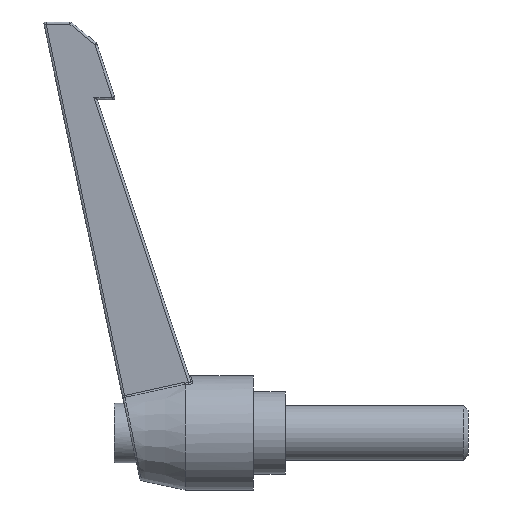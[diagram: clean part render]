
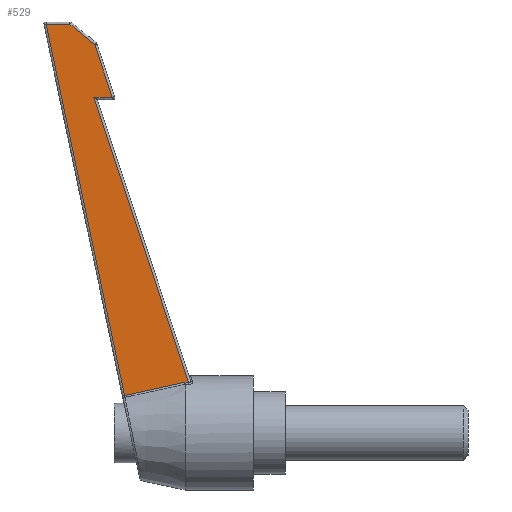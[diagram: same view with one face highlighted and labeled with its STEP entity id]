
A CAD part, left-side view. The second image highlights one B-rep face of the part: STEP entity #529.
In plain terms, the highlighted planar face has unit normal (-0.999, 0.054, -0.005).
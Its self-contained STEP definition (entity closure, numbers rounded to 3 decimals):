
#8 = ORIENTED_EDGE ( 'NONE', *, *, #962, .T. ) ;
#21 = CARTESIAN_POINT ( 'NONE',  ( -6.282, 15.026, 11.093 ) ) ;
#33 = VERTEX_POINT ( 'NONE', #2394 ) ;
#117 = CARTESIAN_POINT ( 'NONE',  ( -5.56, 28.235, 8.17 ) ) ;
#200 = VERTEX_POINT ( 'NONE', #716 ) ;
#256 = EDGE_CURVE ( 'NONE', #1319, #33, #4897, .T. ) ;
#297 = CARTESIAN_POINT ( 'NONE',  ( -5.56, 28.235, 8.17 ) ) ;
#357 = CARTESIAN_POINT ( 'NONE',  ( -5.116, 43.675, 89.513 ) ) ;
#413 = CARTESIAN_POINT ( 'NONE',  ( -5.508, 34.954, 73.513 ) ) ;
#513 = CARTESIAN_POINT ( 'NONE',  ( -5.723, 30.954, 73.513 ) ) ;
#521 = CARTESIAN_POINT ( 'NONE',  ( -5.381, 33.96, 35.284 ) ) ;
#524 = ORIENTED_EDGE ( 'NONE', *, *, #256, .T. ) ;
#529 = ADVANCED_FACE ( 'NONE', ( #1571 ), #3649, .T. ) ;
#551 = VERTEX_POINT ( 'NONE', #2806 ) ;
#638 = CARTESIAN_POINT ( 'NONE',  ( -5.571, 34.786, 85.056 ) ) ;
#716 = CARTESIAN_POINT ( 'NONE',  ( -5.022, 45.41, 89.513 ) ) ;
#765 = CARTESIAN_POINT ( 'NONE',  ( -5.723, 30.954, 73.513 ) ) ;
#815 = VERTEX_POINT ( 'NONE', #3279 ) ;
#828 = CARTESIAN_POINT ( 'NONE',  ( -6.297, 14.758, 11.085 ) ) ;
#962 = EDGE_CURVE ( 'NONE', #1996, #551, #2895, .T. ) ;
#1016 = CARTESIAN_POINT ( 'NONE',  ( -6.325, 14.223, 11.067 ) ) ;
#1177 = CARTESIAN_POINT ( 'NONE',  ( -6.311, 14.49, 11.076 ) ) ;
#1319 = VERTEX_POINT ( 'NONE', #638 ) ;
#1384 = EDGE_CURVE ( 'NONE', #2176, #1996, #2643, .T. ) ;
#1512 = EDGE_LOOP ( 'NONE', ( #1740, #8, #4929, #2431, #4632, #524, #5193, #3695 ) ) ;
#1524 = CARTESIAN_POINT ( 'NONE',  ( -5.571, 34.786, 85.056 ) ) ;
#1571 = FACE_OUTER_BOUND ( 'NONE', #1512, .T. ) ;
#1578 = CARTESIAN_POINT ( 'NONE',  ( -5.302, 40.206, 89.513 ) ) ;
#1600 = CARTESIAN_POINT ( 'NONE',  ( -5.672, 32.231, 77.361 ) ) ;
#1740 = ORIENTED_EDGE ( 'NONE', *, *, #1384, .T. ) ;
#1839 = EDGE_CURVE ( 'NONE', #5210, #1319, #2070, .T. ) ;
#1886 = B_SPLINE_CURVE_WITH_KNOTS ( 'NONE', 3,
 ( #1016, #1970, #2352, #3599 ),
 .UNSPECIFIED., .F., .F.,
 ( 4, 4 ),
 ( 0., 1. ),
 .UNSPECIFIED. ) ;
#1912 = CARTESIAN_POINT ( 'NONE',  ( -5.482, 36.593, 86.542 ) ) ;
#1970 = CARTESIAN_POINT ( 'NONE',  ( -6.053, 21.133, 31.882 ) ) ;
#1996 = VERTEX_POINT ( 'NONE', #2586 ) ;
#1998 = B_SPLINE_CURVE_WITH_KNOTS ( 'NONE', 3,
 ( #413, #3775, #2069, #513 ),
 .UNSPECIFIED., .F., .F.,
 ( 4, 4 ),
 ( 0., 1. ),
 .UNSPECIFIED. ) ;
#2026 = EDGE_CURVE ( 'NONE', #200, #2176, #2197, .T. ) ;
#2069 = CARTESIAN_POINT ( 'NONE',  ( -5.651, 32.287, 73.513 ) ) ;
#2070 = B_SPLINE_CURVE_WITH_KNOTS ( 'NONE', 3,
 ( #765, #1600, #5356, #2775 ),
 .UNSPECIFIED., .F., .F.,
 ( 4, 4 ),
 ( 0., 1. ),
 .UNSPECIFIED. ) ;
#2176 = VERTEX_POINT ( 'NONE', #3178 ) ;
#2180 = CARTESIAN_POINT ( 'NONE',  ( -5.022, 45.41, 89.513 ) ) ;
#2195 = EDGE_CURVE ( 'NONE', #33, #200, #2773, .T. ) ;
#2197 = B_SPLINE_CURVE_WITH_KNOTS ( 'NONE', 3,
 ( #2180, #5051, #521, #117 ),
 .UNSPECIFIED., .F., .F.,
 ( 4, 4 ),
 ( 0., 1. ),
 .UNSPECIFIED. ) ;
#2282 = EDGE_CURVE ( 'NONE', #815, #5210, #1998, .T. ) ;
#2352 = CARTESIAN_POINT ( 'NONE',  ( -5.78, 28.043, 52.698 ) ) ;
#2387 = CARTESIAN_POINT ( 'NONE',  ( -6.282, 15.026, 11.093 ) ) ;
#2394 = CARTESIAN_POINT ( 'NONE',  ( -5.302, 40.206, 89.513 ) ) ;
#2431 = ORIENTED_EDGE ( 'NONE', *, *, #2282, .T. ) ;
#2586 = CARTESIAN_POINT ( 'NONE',  ( -6.282, 15.026, 11.093 ) ) ;
#2643 = B_SPLINE_CURVE_WITH_KNOTS ( 'NONE', 3,
 ( #297, #3228, #3176, #2387 ),
 .UNSPECIFIED., .F., .F.,
 ( 4, 4 ),
 ( 0., 1. ),
 .UNSPECIFIED. ) ;
#2773 = B_SPLINE_CURVE_WITH_KNOTS ( 'NONE', 3,
 ( #3230, #4942, #357, #3202 ),
 .UNSPECIFIED., .F., .F.,
 ( 4, 4 ),
 ( 0., 1. ),
 .UNSPECIFIED. ) ;
#2775 = CARTESIAN_POINT ( 'NONE',  ( -5.571, 34.786, 85.056 ) ) ;
#2806 = CARTESIAN_POINT ( 'NONE',  ( -6.325, 14.223, 11.067 ) ) ;
#2895 = B_SPLINE_CURVE_WITH_KNOTS ( 'NONE', 3,
 ( #21, #828, #1177, #3218 ),
 .UNSPECIFIED., .F., .F.,
 ( 4, 4 ),
 ( 0., 1. ),
 .UNSPECIFIED. ) ;
#3176 = CARTESIAN_POINT ( 'NONE',  ( -6.004, 20.109, 9.987 ) ) ;
#3178 = CARTESIAN_POINT ( 'NONE',  ( -5.56, 28.235, 8.17 ) ) ;
#3202 = CARTESIAN_POINT ( 'NONE',  ( -5.022, 45.41, 89.513 ) ) ;
#3218 = CARTESIAN_POINT ( 'NONE',  ( -6.325, 14.223, 11.067 ) ) ;
#3228 = CARTESIAN_POINT ( 'NONE',  ( -5.764, 24.513, 9.012 ) ) ;
#3230 = CARTESIAN_POINT ( 'NONE',  ( -5.302, 40.206, 89.513 ) ) ;
#3279 = CARTESIAN_POINT ( 'NONE',  ( -5.508, 34.954, 73.513 ) ) ;
#3518 = CARTESIAN_POINT ( 'NONE',  ( -5.723, 30.954, 73.513 ) ) ;
#3599 = CARTESIAN_POINT ( 'NONE',  ( -5.508, 34.954, 73.513 ) ) ;
#3634 = AXIS2_PLACEMENT_3D ( 'NONE', #3971, #5302, #4487 ) ;
#3649 = PLANE ( 'NONE',  #3634 ) ;
#3695 = ORIENTED_EDGE ( 'NONE', *, *, #2026, .T. ) ;
#3775 = CARTESIAN_POINT ( 'NONE',  ( -5.579, 33.621, 73.513 ) ) ;
#3971 = CARTESIAN_POINT ( 'NONE',  ( -6.498, 10.045, 0.153 ) ) ;
#4005 = CARTESIAN_POINT ( 'NONE',  ( -5.392, 38.399, 88.028 ) ) ;
#4112 = EDGE_CURVE ( 'NONE', #551, #815, #1886, .T. ) ;
#4487 = DIRECTION ( 'NONE',  ( -0.054, -0.999, 0. ) ) ;
#4632 = ORIENTED_EDGE ( 'NONE', *, *, #1839, .T. ) ;
#4897 = B_SPLINE_CURVE_WITH_KNOTS ( 'NONE', 3,
 ( #1524, #1912, #4005, #1578 ),
 .UNSPECIFIED., .F., .F.,
 ( 4, 4 ),
 ( 0., 1. ),
 .UNSPECIFIED. ) ;
#4929 = ORIENTED_EDGE ( 'NONE', *, *, #4112, .T. ) ;
#4942 = CARTESIAN_POINT ( 'NONE',  ( -5.209, 41.941, 89.513 ) ) ;
#5051 = CARTESIAN_POINT ( 'NONE',  ( -5.202, 39.685, 62.399 ) ) ;
#5193 = ORIENTED_EDGE ( 'NONE', *, *, #2195, .T. ) ;
#5210 = VERTEX_POINT ( 'NONE', #3518 ) ;
#5302 = DIRECTION ( 'NONE',  ( -0.999, 0.054, -0.005 ) ) ;
#5356 = CARTESIAN_POINT ( 'NONE',  ( -5.622, 33.509, 81.209 ) ) ;
